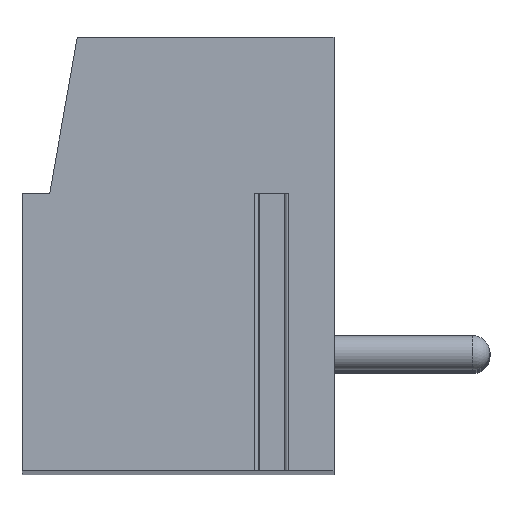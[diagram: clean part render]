
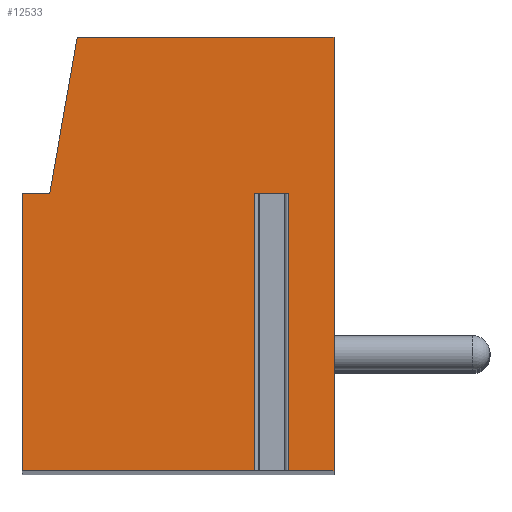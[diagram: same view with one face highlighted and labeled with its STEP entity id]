
A CAD part, top view. The second image highlights one B-rep face of the part: STEP entity #12533.
In plain terms, the highlighted planar face has unit normal (0, 0, 1).
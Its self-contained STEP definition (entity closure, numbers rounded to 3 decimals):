
#13=DIRECTION('',(-1.,0.,0.));
#14=VECTOR('',#13,0.958);
#15=CARTESIAN_POINT('',(3.179,1.75,62.5));
#16=LINE('',#15,#14);
#17=DIRECTION('',(0.,-1.,0.));
#18=VECTOR('',#17,8.);
#19=CARTESIAN_POINT('',(2.221,1.75,62.5));
#20=LINE('',#19,#18);
#21=DIRECTION('',(1.,0.,0.));
#22=VECTOR('',#21,6.721);
#23=CARTESIAN_POINT('',(-4.5,-6.25,62.5));
#24=LINE('',#23,#22);
#25=DIRECTION('',(0.,-1.,0.));
#26=VECTOR('',#25,8.);
#27=CARTESIAN_POINT('',(-4.5,1.75,62.5));
#28=LINE('',#27,#26);
#29=DIRECTION('',(-1.,0.,0.));
#30=VECTOR('',#29,0.8);
#31=CARTESIAN_POINT('',(-3.7,1.75,62.5));
#32=LINE('',#31,#30);
#33=DIRECTION('',(-0.174,-0.985,0.));
#34=VECTOR('',#33,4.569);
#35=CARTESIAN_POINT('',(-2.907,6.25,62.5));
#36=LINE('',#35,#34);
#37=DIRECTION('',(-1.,0.,0.));
#38=VECTOR('',#37,7.407);
#39=CARTESIAN_POINT('',(4.5,6.25,62.5));
#40=LINE('',#39,#38);
#41=DIRECTION('',(0.,1.,0.));
#42=VECTOR('',#41,12.5);
#43=CARTESIAN_POINT('',(4.5,-6.25,62.5));
#44=LINE('',#43,#42);
#45=DIRECTION('',(1.,0.,0.));
#46=VECTOR('',#45,1.321);
#47=CARTESIAN_POINT('',(3.179,-6.25,62.5));
#48=LINE('',#47,#46);
#49=DIRECTION('',(0.,-1.,0.));
#50=VECTOR('',#49,8.);
#51=CARTESIAN_POINT('',(3.179,1.75,62.5));
#52=LINE('',#51,#50);
#9913=CARTESIAN_POINT('',(-2.907,6.25,62.5));
#9914=CARTESIAN_POINT('',(-3.7,1.75,62.5));
#9915=VERTEX_POINT('',#9913);
#9916=VERTEX_POINT('',#9914);
#9917=CARTESIAN_POINT('',(-4.5,1.75,62.5));
#9918=VERTEX_POINT('',#9917);
#9919=CARTESIAN_POINT('',(-4.5,-6.25,62.5));
#9920=VERTEX_POINT('',#9919);
#9921=CARTESIAN_POINT('',(4.5,-6.25,62.5));
#9922=CARTESIAN_POINT('',(4.5,6.25,62.5));
#9923=VERTEX_POINT('',#9921);
#9924=VERTEX_POINT('',#9922);
#9981=CARTESIAN_POINT('',(3.179,1.75,62.5));
#9982=CARTESIAN_POINT('',(2.221,1.75,62.5));
#9983=VERTEX_POINT('',#9981);
#9984=VERTEX_POINT('',#9982);
#9985=CARTESIAN_POINT('',(3.179,-6.25,62.5));
#9986=VERTEX_POINT('',#9985);
#9987=CARTESIAN_POINT('',(2.221,-6.25,62.5));
#9988=VERTEX_POINT('',#9987);
#12506=CARTESIAN_POINT('',(0.,0.,62.5));
#12507=DIRECTION('',(0.,0.,1.));
#12508=DIRECTION('',(1.,0.,0.));
#12509=AXIS2_PLACEMENT_3D('',#12506,#12507,#12508);
#12510=PLANE('',#12509);
#12512=ORIENTED_EDGE('',*,*,#12511,.T.);
#12514=ORIENTED_EDGE('',*,*,#12513,.T.);
#12516=ORIENTED_EDGE('',*,*,#12515,.F.);
#12518=ORIENTED_EDGE('',*,*,#12517,.F.);
#12520=ORIENTED_EDGE('',*,*,#12519,.F.);
#12522=ORIENTED_EDGE('',*,*,#12521,.F.);
#12524=ORIENTED_EDGE('',*,*,#12523,.F.);
#12526=ORIENTED_EDGE('',*,*,#12525,.F.);
#12528=ORIENTED_EDGE('',*,*,#12527,.F.);
#12530=ORIENTED_EDGE('',*,*,#12529,.F.);
#12531=EDGE_LOOP('',(#12512,#12514,#12516,#12518,#12520,#12522,#12524,#12526,
#12528,#12530));
#12532=FACE_OUTER_BOUND('',#12531,.F.);
#12511=EDGE_CURVE('',#9983,#9984,#16,.T.);
#12513=EDGE_CURVE('',#9984,#9988,#20,.T.);
#12515=EDGE_CURVE('',#9920,#9988,#24,.T.);
#12517=EDGE_CURVE('',#9918,#9920,#28,.T.);
#12519=EDGE_CURVE('',#9916,#9918,#32,.T.);
#12521=EDGE_CURVE('',#9915,#9916,#36,.T.);
#12523=EDGE_CURVE('',#9924,#9915,#40,.T.);
#12525=EDGE_CURVE('',#9923,#9924,#44,.T.);
#12527=EDGE_CURVE('',#9986,#9923,#48,.T.);
#12529=EDGE_CURVE('',#9983,#9986,#52,.T.);
#12533=ADVANCED_FACE('',(#12532),#12510,.T.);
